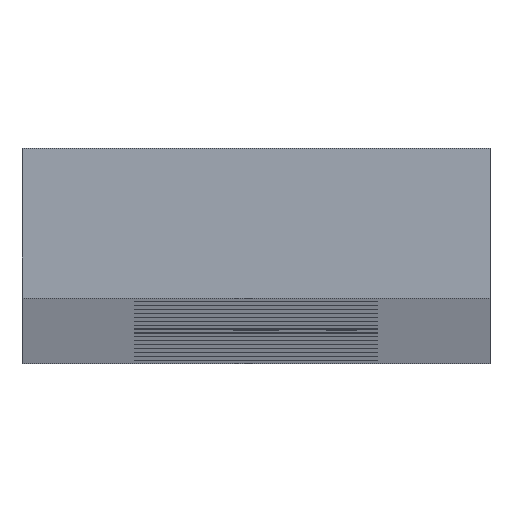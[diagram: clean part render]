
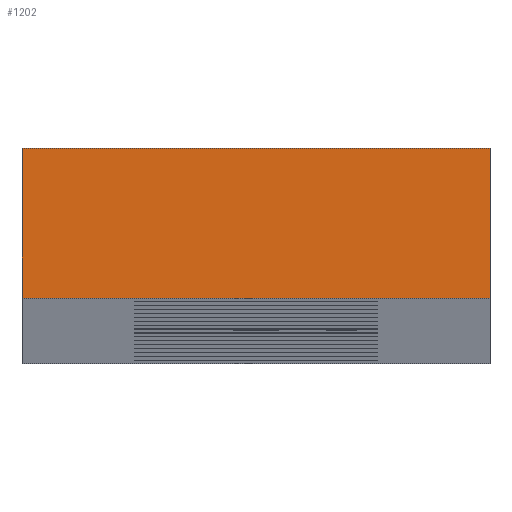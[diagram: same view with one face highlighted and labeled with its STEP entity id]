
A CAD part, top view. The second image highlights one B-rep face of the part: STEP entity #1202.
In plain terms, the highlighted planar face has unit normal (0, 0, 1).
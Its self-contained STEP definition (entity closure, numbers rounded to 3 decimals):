
#43 = EDGE_LOOP ( 'NONE', ( #14525, #218, #6499, #6938 ) ) ;
#46 = VERTEX_POINT ( 'NONE', #12232 ) ;
#104 = CARTESIAN_POINT ( 'NONE',  ( -12.5, 4., 1000. ) ) ;
#218 = ORIENTED_EDGE ( 'NONE', *, *, #3979, .F. ) ;
#532 = VERTEX_POINT ( 'NONE', #2851 ) ;
#592 = VECTOR ( 'NONE', #11638, 1000. ) ;
#815 = EDGE_CURVE ( 'NONE', #46, #11341, #12346, .T. ) ;
#1202 = ADVANCED_FACE ( 'NONE', ( #5013 ), #1733, .F. ) ;
#1356 = DIRECTION ( 'NONE',  ( 0., -1., 0. ) ) ;
#1385 = VERTEX_POINT ( 'NONE', #7189 ) ;
#1733 = PLANE ( 'NONE',  #11008 ) ;
#2499 = CARTESIAN_POINT ( 'NONE',  ( 12.5, 4., 1000. ) ) ;
#2608 = VECTOR ( 'NONE', #8097, 1000. ) ;
#2851 = CARTESIAN_POINT ( 'NONE',  ( 12.5, -4., 1000. ) ) ;
#3979 = EDGE_CURVE ( 'NONE', #1385, #532, #7668, .T. ) ;
#4066 = DIRECTION ( 'NONE',  ( 0., 0., -1. ) ) ;
#4923 = CARTESIAN_POINT ( 'NONE',  ( 12.5, -4., 1000. ) ) ;
#5013 = FACE_OUTER_BOUND ( 'NONE', #43, .T. ) ;
#6499 = ORIENTED_EDGE ( 'NONE', *, *, #12482, .F. ) ;
#6548 = LINE ( 'NONE', #2499, #2608 ) ;
#6938 = ORIENTED_EDGE ( 'NONE', *, *, #815, .T. ) ;
#7189 = CARTESIAN_POINT ( 'NONE',  ( 12.5, 4., 1000. ) ) ;
#7668 = LINE ( 'NONE', #13938, #13029 ) ;
#8041 = CARTESIAN_POINT ( 'NONE',  ( -12.5, -4., 1000. ) ) ;
#8064 = LINE ( 'NONE', #4923, #592 ) ;
#8097 = DIRECTION ( 'NONE',  ( 1., 0., 0. ) ) ;
#8527 = CARTESIAN_POINT ( 'NONE',  ( 12.5, 4., 1000. ) ) ;
#10634 = DIRECTION ( 'NONE',  ( 0., -1., 0. ) ) ;
#10861 = DIRECTION ( 'NONE',  ( -1., 0., 0. ) ) ;
#11008 = AXIS2_PLACEMENT_3D ( 'NONE', #8527, #4066, #10861 ) ;
#11341 = VERTEX_POINT ( 'NONE', #8041 ) ;
#11638 = DIRECTION ( 'NONE',  ( 1., 0., 0. ) ) ;
#12232 = CARTESIAN_POINT ( 'NONE',  ( -12.5, 4., 1000. ) ) ;
#12346 = LINE ( 'NONE', #104, #12717 ) ;
#12482 = EDGE_CURVE ( 'NONE', #46, #1385, #6548, .T. ) ;
#12717 = VECTOR ( 'NONE', #1356, 1000. ) ;
#13029 = VECTOR ( 'NONE', #10634, 1000. ) ;
#13938 = CARTESIAN_POINT ( 'NONE',  ( 12.5, 4., 1000. ) ) ;
#14378 = EDGE_CURVE ( 'NONE', #11341, #532, #8064, .T. ) ;
#14525 = ORIENTED_EDGE ( 'NONE', *, *, #14378, .T. ) ;
